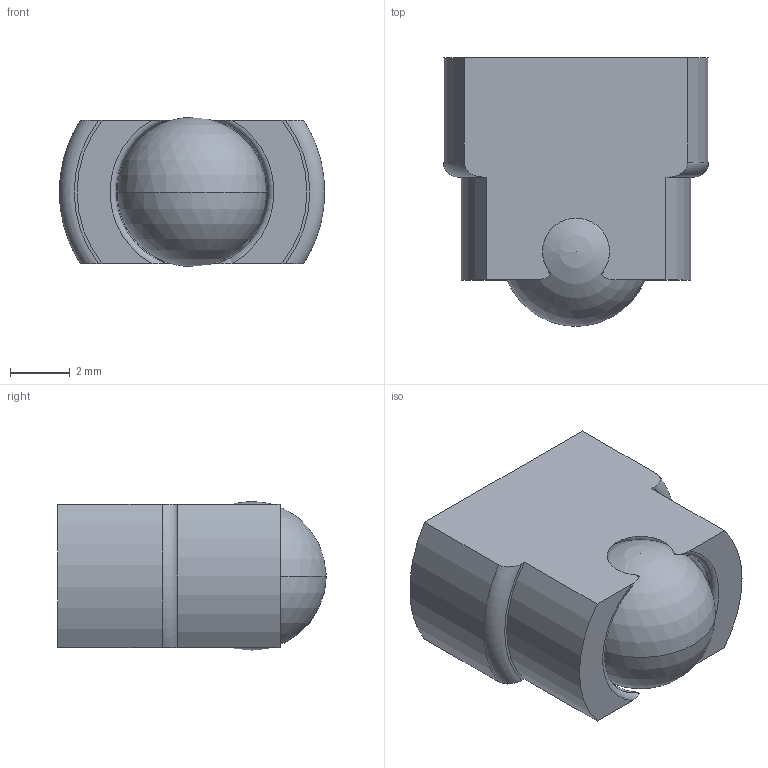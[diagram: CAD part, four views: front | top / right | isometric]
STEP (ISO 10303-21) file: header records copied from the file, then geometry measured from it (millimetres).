
FILE_DESCRIPTION (( 'STEP AP214' ), '1' );
FILE_NAME ('tinycar-caster.STEP', '2021-03-31T14:06:22', ( '' ), ( '' ), 'SwSTEP 2.0', 'SolidWorks 2019', '' );
FILE_SCHEMA (( 'AUTOMOTIVE_DESIGN' ));
Length unit declared in the file: millimetre
Products named in the file (1): tinycar-caster
Bounding box: 8.88 x 9 x 5 mm (x, y, z)
Volume: 255.3 mm3; surface area: 415.2 mm2
Topology: 2 solids, 2 shells, 29 faces, 79 edges, 53 vertices
Faces by surface type: cylinder 10, plane 9, torus 6, sphere 4
Entity records: 1009 total; most frequent: CARTESIAN_POINT 238, DIRECTION 160, ORIENTED_EDGE 148, EDGE_CURVE 74, AXIS2_PLACEMENT_3D 68, VERTEX_POINT 50, CIRCLE 38, EDGE_LOOP 32
